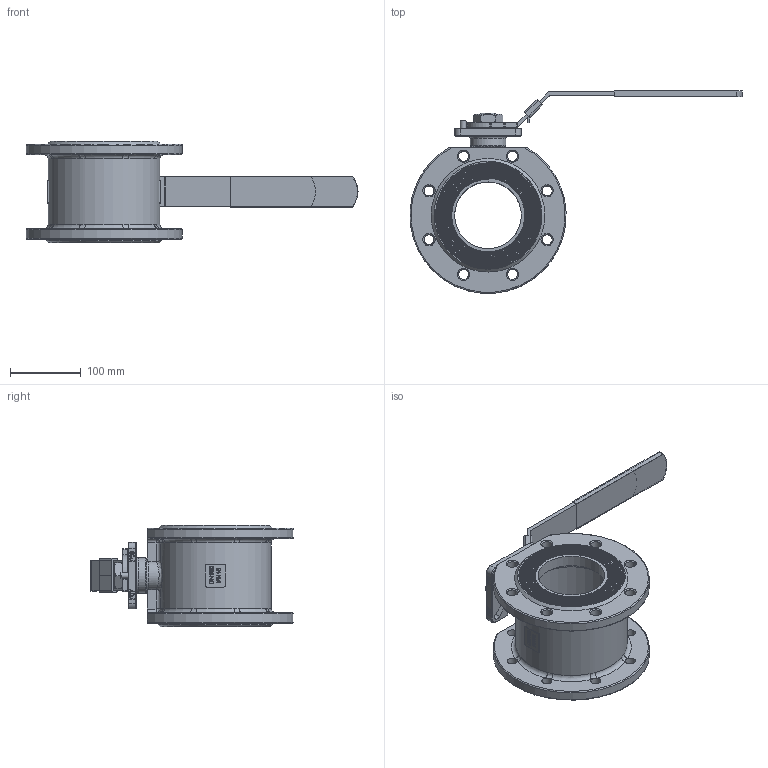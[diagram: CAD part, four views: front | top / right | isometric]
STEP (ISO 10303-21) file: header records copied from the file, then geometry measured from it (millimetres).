
FILE_DESCRIPTION(/* description */ ('Unknown'),/* implementation_level */ '2;1');
FILE_NAME(/* name */ '939-12_(8M.460.100)',/* time_stamp */ '2021-09-10T09:51:11+02:00',/* author */ ('Unknown'),/* organization */ ('Unknown'),/* preprocessor_version */ 'ST-DEVELOPER v16.7',/* originating_system */ 'Solid Edge',/* authorisation */ 'Unknown');
FILE_SCHEMA (('AUTOMOTIVE_DESIGN {1 0 10303 214 3 1 1}'));
Products named in the file (12): 939-12_(8M.460.100); Handle; Stem; Paking RING; Plate Washer; Lock Device; Plasti Cover; Hex thin nuts-Grades AB-Chamfered GB_GB_FASTENER_NUT_STNAB B M24-N; Body; Stop Pin; Nut Stopper; Cap
Assembly tree (11 placements, depth 2):
  939-12_(8M.460.100)
    Handle
    Stem
    Paking RING
    Plate Washer
    Lock Device
    Plasti Cover
    Hex thin nuts-Grades AB-Chamfered GB_GB_FASTENER_NUT_STNAB B M24-N
    Body
    Stop Pin
    Nut Stopper
    Cap
Bounding box: 467.64 x 285.1 x 143 mm (x, y, z)
Volume: 1575282.9 mm3; surface area: 404897 mm2
Topology: 12 solids, 12 shells, 868 faces, 2287 edges, 1497 vertices
Faces by surface type: plane 462, bspline 204, cylinder 134, cone 39, torus 29
Full cylindrical faces by diameter (mm): 6 x2, 8 x5, 10 x1, 14.2 x16, 18.3 x1, 20.752 x1, 22 x3, 22.1 x1, 22.2 x1, 22.5 x1, 27.6 x1, 28 x2, 29 x1, 40 x2, 44 x1, 50 x1, 94 x2, 122 x2, 142 x1, 143 x1, 153 x1, 156.5 x1, 161 x2
Entity records: 63023 total; most frequent: CARTESIAN_POINT 43005, ORIENTED_EDGE 4372, DIRECTION 3345, EDGE_CURVE 2186, VERTEX_POINT 1479, LINE 1213, VECTOR 1213, AXIS2_PLACEMENT_3D 1066
